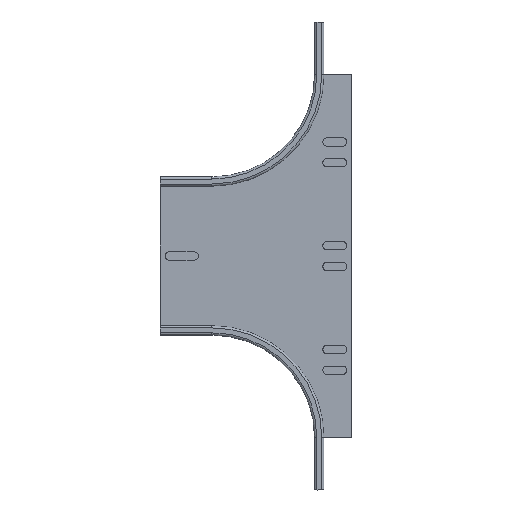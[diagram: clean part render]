
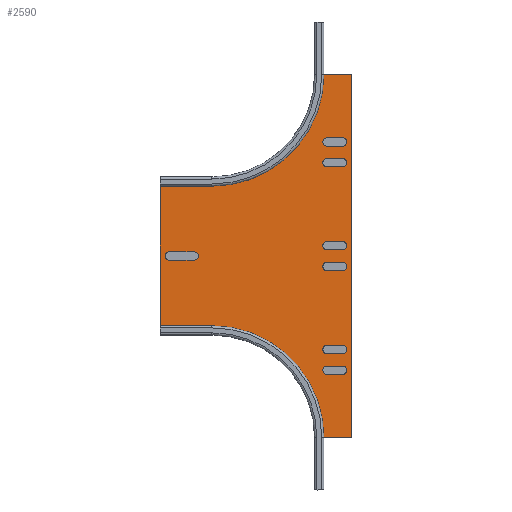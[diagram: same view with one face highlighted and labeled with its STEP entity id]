
A CAD part, top view. The second image highlights one B-rep face of the part: STEP entity #2590.
In plain terms, the highlighted planar face has unit normal (0, 0, 1).
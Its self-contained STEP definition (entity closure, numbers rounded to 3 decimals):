
#260=FACE_OUTER_BOUND('',#410,.T.);
#410=EDGE_LOOP('',(#2283,#2284,#2285,#2286,#2287,#2288,#2289,#2290));
#589=CIRCLE('',#2937,101.6);
#600=CIRCLE('',#2961,101.6);
#783=LINE('',#4566,#993);
#790=LINE('',#4594,#1000);
#802=LINE('',#4627,#1012);
#803=LINE('',#4629,#1013);
#804=LINE('',#4633,#1014);
#805=LINE('',#4634,#1015);
#993=VECTOR('',#3728,1.);
#1000=VECTOR('',#3763,1.);
#1012=VECTOR('',#3801,1.);
#1013=VECTOR('',#3802,1.);
#1014=VECTOR('',#3805,1.);
#1015=VECTOR('',#3806,1.);
#1270=VERTEX_POINT('',#4563);
#1271=VERTEX_POINT('',#4565);
#1273=VERTEX_POINT('',#4573);
#1278=VERTEX_POINT('',#4592);
#1286=VERTEX_POINT('',#4626);
#1287=VERTEX_POINT('',#4628);
#1288=VERTEX_POINT('',#4630);
#1289=VERTEX_POINT('',#4632);
#1634=EDGE_CURVE('',#1271,#1270,#783,.T.);
#1639=EDGE_CURVE('',#1273,#1270,#589,.T.);
#1650=EDGE_CURVE('',#1273,#1278,#790,.T.);
#1665=EDGE_CURVE('',#1286,#1278,#802,.T.);
#1666=EDGE_CURVE('',#1287,#1286,#803,.T.);
#1667=EDGE_CURVE('',#1287,#1288,#600,.T.);
#1668=EDGE_CURVE('',#1288,#1289,#804,.T.);
#1669=EDGE_CURVE('',#1289,#1271,#805,.T.);
#2283=ORIENTED_EDGE('',*,*,#1665,.F.);
#2284=ORIENTED_EDGE('',*,*,#1666,.F.);
#2285=ORIENTED_EDGE('',*,*,#1667,.T.);
#2286=ORIENTED_EDGE('',*,*,#1668,.T.);
#2287=ORIENTED_EDGE('',*,*,#1669,.T.);
#2288=ORIENTED_EDGE('',*,*,#1634,.T.);
#2289=ORIENTED_EDGE('',*,*,#1639,.F.);
#2290=ORIENTED_EDGE('',*,*,#1650,.T.);
#2447=PLANE('',#2960);
#2590=ADVANCED_FACE('',(#260),#2447,.F.);
#2937=AXIS2_PLACEMENT_3D('',#4575,#3738,#3739);
#2960=AXIS2_PLACEMENT_3D('',#4625,#3799,#3800);
#2961=AXIS2_PLACEMENT_3D('',#4631,#3803,#3804);
#3728=DIRECTION('',(-1.,0.,0.));
#3738=DIRECTION('center_axis',(0.,0.,1.));
#3739=DIRECTION('ref_axis',(0.,-1.,0.));
#3763=DIRECTION('',(-1.,0.,0.));
#3799=DIRECTION('center_axis',(0.,0.,-1.));
#3800=DIRECTION('ref_axis',(1.,0.,0.));
#3801=DIRECTION('',(0.,1.,0.));
#3802=DIRECTION('',(-1.,0.,0.));
#3803=DIRECTION('center_axis',(0.,0.,-1.));
#3804=DIRECTION('ref_axis',(0.,1.,0.));
#3805=DIRECTION('',(1.,0.,0.));
#3806=DIRECTION('',(0.,1.,0.));
#4563=CARTESIAN_POINT('',(160.442,240.354,-2.));
#4565=CARTESIAN_POINT('',(193.842,240.354,-2.));
#4566=CARTESIAN_POINT('',(126.342,240.354,-2.));
#4573=CARTESIAN_POINT('',(58.842,138.754,-2.));
#4575=CARTESIAN_POINT('Origin',(58.842,240.354,-2.));
#4592=CARTESIAN_POINT('',(8.842,138.754,-2.));
#4594=CARTESIAN_POINT('',(58.842,138.754,-2.));
#4625=CARTESIAN_POINT('Origin',(58.842,40.954,-2.));
#4626=CARTESIAN_POINT('',(8.842,-8.445,-2.));
#4627=CARTESIAN_POINT('',(8.842,-8.445,-2.));
#4628=CARTESIAN_POINT('',(58.842,-8.445,-2.));
#4629=CARTESIAN_POINT('',(58.842,-8.445,-2.));
#4630=CARTESIAN_POINT('',(160.442,-110.045,-2.));
#4631=CARTESIAN_POINT('Origin',(58.842,-110.045,-2.));
#4632=CARTESIAN_POINT('',(193.842,-110.045,-2.));
#4633=CARTESIAN_POINT('',(126.342,-110.045,-2.));
#4634=CARTESIAN_POINT('',(193.842,37.254,-2.));
